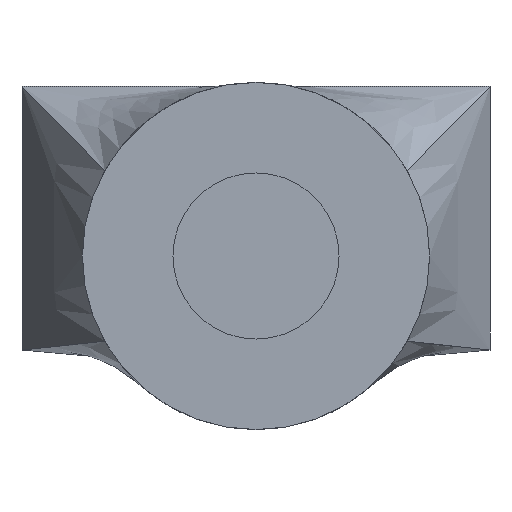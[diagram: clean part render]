
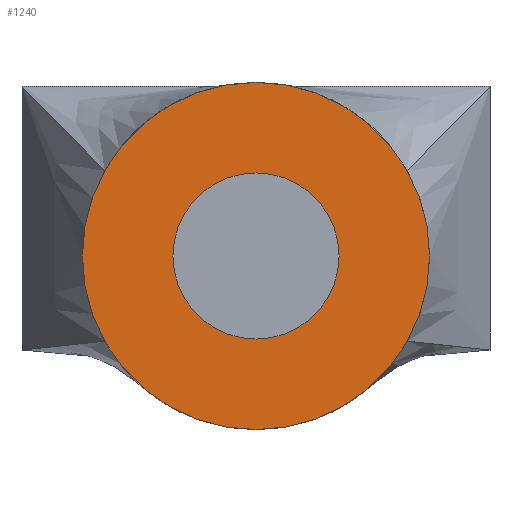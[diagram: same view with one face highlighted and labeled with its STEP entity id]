
A CAD part, front view. The second image highlights one B-rep face of the part: STEP entity #1240.
In plain terms, the highlighted planar face has unit normal (0, -1, 0).
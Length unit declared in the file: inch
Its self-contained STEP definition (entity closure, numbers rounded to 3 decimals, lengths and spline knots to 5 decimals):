
#17 = ORIENTED_EDGE ( 'NONE', *, *, #1129, .T. ) ;
#24 = VERTEX_POINT ( 'NONE', #1115 ) ;
#28 = DIRECTION ( 'NONE',  ( 0., 1., 0. ) ) ;
#124 = AXIS2_PLACEMENT_3D ( 'NONE', #912, #668, #663 ) ;
#154 = FACE_OUTER_BOUND ( 'NONE', #1124, .T. ) ;
#170 = CIRCLE ( 'NONE', #124, 0.055 ) ;
#186 = EDGE_CURVE ( 'NONE', #908, #1438, #765, .T. ) ;
#200 = DIRECTION ( 'NONE',  ( 0., 1., 0. ) ) ;
#226 = VERTEX_POINT ( 'NONE', #874 ) ;
#246 = PLANE ( 'NONE',  #832 ) ;
#356 = FACE_BOUND ( 'NONE', #534, .T. ) ;
#425 = CARTESIAN_POINT ( 'NONE',  ( 0., 0., 0. ) ) ;
#463 = CARTESIAN_POINT ( 'NONE',  ( 0., 0., 0.115 ) ) ;
#525 = CIRCLE ( 'NONE', #1359, 0.055 ) ;
#534 = EDGE_LOOP ( 'NONE', ( #17, #706 ) ) ;
#663 = DIRECTION ( 'NONE',  ( 0., 0., 1. ) ) ;
#668 = DIRECTION ( 'NONE',  ( 0., 1., 0. ) ) ;
#680 = DIRECTION ( 'NONE',  ( 0., 0., 1. ) ) ;
#701 = CARTESIAN_POINT ( 'NONE',  ( 0., 0., 0. ) ) ;
#706 = ORIENTED_EDGE ( 'NONE', *, *, #919, .T. ) ;
#715 = CARTESIAN_POINT ( 'NONE',  ( 0., 0., -0.115 ) ) ;
#759 = ORIENTED_EDGE ( 'NONE', *, *, #186, .F. ) ;
#765 = CIRCLE ( 'NONE', #1375, 0.115 ) ;
#832 = AXIS2_PLACEMENT_3D ( 'NONE', #701, #1154, #916 ) ;
#874 = CARTESIAN_POINT ( 'NONE',  ( 0., 0., 0.055 ) ) ;
#887 = CIRCLE ( 'NONE', #1076, 0.115 ) ;
#903 = DIRECTION ( 'NONE',  ( 0., 1., 0. ) ) ;
#908 = VERTEX_POINT ( 'NONE', #463 ) ;
#912 = CARTESIAN_POINT ( 'NONE',  ( 0., 0., 0. ) ) ;
#916 = DIRECTION ( 'NONE',  ( 0., 0., 1. ) ) ;
#919 = EDGE_CURVE ( 'NONE', #226, #24, #170, .T. ) ;
#997 = ORIENTED_EDGE ( 'NONE', *, *, #1113, .F. ) ;
#1015 = DIRECTION ( 'NONE',  ( 0., 0., 1. ) ) ;
#1076 = AXIS2_PLACEMENT_3D ( 'NONE', #425, #903, #680 ) ;
#1113 = EDGE_CURVE ( 'NONE', #1438, #908, #887, .T. ) ;
#1115 = CARTESIAN_POINT ( 'NONE',  ( 0., 0., -0.055 ) ) ;
#1120 = CARTESIAN_POINT ( 'NONE',  ( 0., 0., 0. ) ) ;
#1124 = EDGE_LOOP ( 'NONE', ( #997, #759 ) ) ;
#1129 = EDGE_CURVE ( 'NONE', #24, #226, #525, .T. ) ;
#1154 = DIRECTION ( 'NONE',  ( 0., 1., 0. ) ) ;
#1162 = CARTESIAN_POINT ( 'NONE',  ( 0., 0., 0. ) ) ;
#1169 = DIRECTION ( 'NONE',  ( 0., 0., 1. ) ) ;
#1240 = ADVANCED_FACE ( 'NONE', ( #356, #154 ), #246, .F. ) ;
#1359 = AXIS2_PLACEMENT_3D ( 'NONE', #1120, #200, #1015 ) ;
#1375 = AXIS2_PLACEMENT_3D ( 'NONE', #1162, #28, #1169 ) ;
#1438 = VERTEX_POINT ( 'NONE', #715 ) ;
